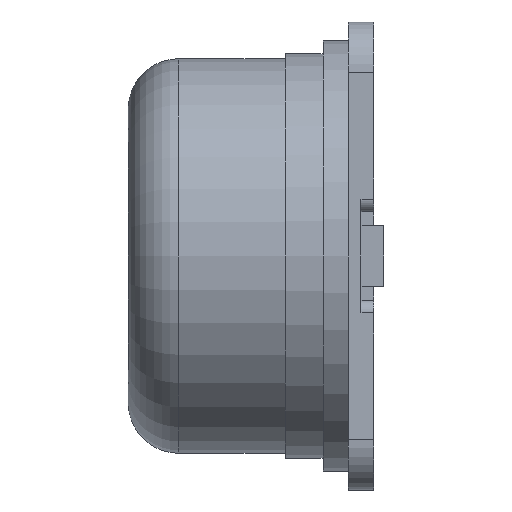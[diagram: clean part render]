
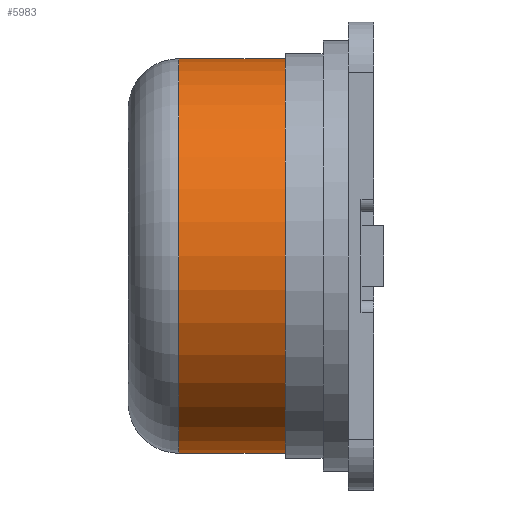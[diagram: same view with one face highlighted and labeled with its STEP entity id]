
A CAD part, left-side view. The second image highlights one B-rep face of the part: STEP entity #5983.
In plain terms, the highlighted cylindrical face has radius 1.981 mm (diameter 3.962 mm), a partial arc.
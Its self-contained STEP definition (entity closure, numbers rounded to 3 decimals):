
#188 = VERTEX_POINT ( 'NONE', #2618 ) ;
#194 = VERTEX_POINT ( 'NONE', #2624 ) ;
#496 = CARTESIAN_POINT ( 'NONE',  ( -3.175, 1.956, 0. ) ) ;
#506 = DIRECTION ( 'NONE',  ( 0., -1., 0. ) ) ;
#507 = DIRECTION ( 'NONE',  ( 0., 0., 1. ) ) ;
#837 = AXIS2_PLACEMENT_3D ( 'NONE', #496, #506, #507 ) ;
#1085 = EDGE_CURVE ( 'NONE', #3044, #194, #6090, .T. ) ;
#1114 = EDGE_CURVE ( 'NONE', #188, #3819, #6077, .T. ) ;
#1149 = EDGE_CURVE ( 'NONE', #188, #194, #6677, .T. ) ;
#1182 = EDGE_CURVE ( 'NONE', #3819, #3044, #6301, .T. ) ;
#1297 = AXIS2_PLACEMENT_3D ( 'NONE', #5679, #5683, #5684 ) ;
#2192 = VECTOR ( 'NONE', #6679, 1000. ) ;
#2410 = EDGE_LOOP ( 'NONE', ( #3754, #3803, #3797, #3764 ) ) ;
#2618 = CARTESIAN_POINT ( 'NONE',  ( -3.175, 0.889, -1.981 ) ) ;
#2624 = CARTESIAN_POINT ( 'NONE',  ( -3.175, 1.956, -1.981 ) ) ;
#2966 = VECTOR ( 'NONE', #6303, 1000. ) ;
#3044 = VERTEX_POINT ( 'NONE', #4836 ) ;
#3754 = ORIENTED_EDGE ( 'NONE', *, *, #1182, .T. ) ;
#3764 = ORIENTED_EDGE ( 'NONE', *, *, #1114, .T. ) ;
#3797 = ORIENTED_EDGE ( 'NONE', *, *, #1149, .F. ) ;
#3803 = ORIENTED_EDGE ( 'NONE', *, *, #1085, .T. ) ;
#3819 = VERTEX_POINT ( 'NONE', #4851 ) ;
#4645 = FACE_OUTER_BOUND ( 'NONE', #2410, .T. ) ;
#4706 = AXIS2_PLACEMENT_3D ( 'NONE', #7076, #7080, #7081 ) ;
#4711 = CYLINDRICAL_SURFACE ( 'NONE', #4706, 1.981 ) ;
#4836 = CARTESIAN_POINT ( 'NONE',  ( -3.175, 1.956, 1.981 ) ) ;
#4851 = CARTESIAN_POINT ( 'NONE',  ( -3.175, 0.889, 1.981 ) ) ;
#5679 = CARTESIAN_POINT ( 'NONE',  ( -3.175, 0.889, 0. ) ) ;
#5683 = DIRECTION ( 'NONE',  ( 0., 1., 0. ) ) ;
#5684 = DIRECTION ( 'NONE',  ( 0., 0., 1. ) ) ;
#5983 = ADVANCED_FACE ( 'NONE', ( #4645 ), #4711, .T. ) ;
#6077 = CIRCLE ( 'NONE', #1297, 1.981 ) ;
#6090 = CIRCLE ( 'NONE', #837, 1.981 ) ;
#6301 = LINE ( 'NONE', #6302, #2966 ) ;
#6302 = CARTESIAN_POINT ( 'NONE',  ( -3.175, 0.889, 1.981 ) ) ;
#6303 = DIRECTION ( 'NONE',  ( 0., 1., 0. ) ) ;
#6677 = LINE ( 'NONE', #6678, #2192 ) ;
#6678 = CARTESIAN_POINT ( 'NONE',  ( -3.175, 0.889, -1.981 ) ) ;
#6679 = DIRECTION ( 'NONE',  ( 0., 1., 0. ) ) ;
#7076 = CARTESIAN_POINT ( 'NONE',  ( -3.175, 0.889, 0. ) ) ;
#7080 = DIRECTION ( 'NONE',  ( 0., 1., 0. ) ) ;
#7081 = DIRECTION ( 'NONE',  ( 0., 0., 1. ) ) ;
